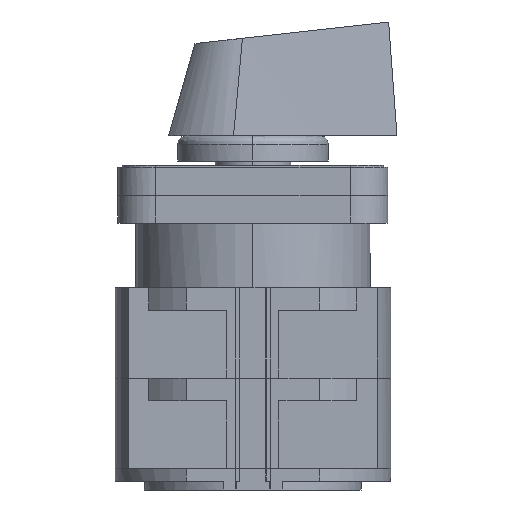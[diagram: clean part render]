
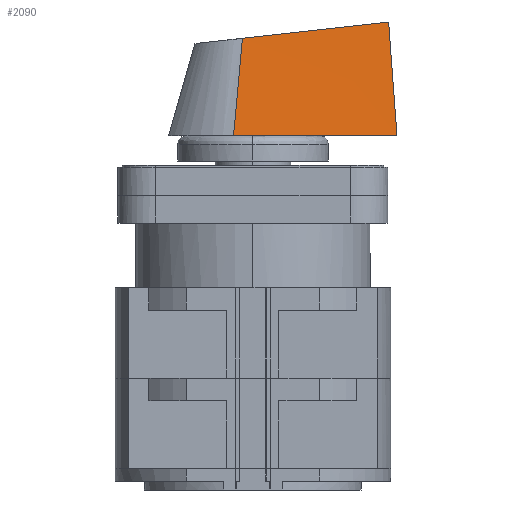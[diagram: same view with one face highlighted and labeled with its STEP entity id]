
A CAD part, left-side view. The second image highlights one B-rep face of the part: STEP entity #2090.
In plain terms, the highlighted free-form (B-spline) face has degree [3, 1] with [6, 2] control points.
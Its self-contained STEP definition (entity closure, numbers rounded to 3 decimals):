
#219 = B_SPLINE_CURVE_WITH_KNOTS ( 'NONE', 1,
 ( #10504, #439 ),
 .UNSPECIFIED., .F., .F.,
 ( 2, 2 ),
 ( 0., 1. ),
 .UNSPECIFIED. ) ;
#439 = CARTESIAN_POINT ( 'NONE',  ( -4.62, 10.7, 8.25 ) ) ;
#502 = CARTESIAN_POINT ( 'NONE',  ( 1.82, 10.7, 7.606 ) ) ;
#717 = CARTESIAN_POINT ( 'NONE',  ( -2.491, 33.986, 6.1 ) ) ;
#1260 = B_SPLINE_CURVE_WITH_KNOTS ( 'NONE', 3,
 ( #6691, #8394, #10296, #5616, #9106, #9225 ),
 .UNSPECIFIED., .F., .F.,
 ( 4, 2, 4 ),
 ( 0., 0.5, 1. ),
 .UNSPECIFIED. ) ;
#1427 = CARTESIAN_POINT ( 'NONE',  ( 14.7, 10.7, 6.318 ) ) ;
#2090 = ADVANCED_FACE ( 'NONE', ( #6395 ), #9785, .T. ) ;
#2433 = VERTEX_POINT ( 'NONE', #7797 ) ;
#2599 = CARTESIAN_POINT ( 'NONE',  ( 32.392, 37.878, 2.6 ) ) ;
#2820 = EDGE_CURVE ( 'NONE', #5164, #2433, #4473, .T. ) ;
#3321 = EDGE_CURVE ( 'NONE', #2433, #5096, #8205, .T. ) ;
#3398 = ORIENTED_EDGE ( 'NONE', *, *, #3321, .T. ) ;
#3597 = CARTESIAN_POINT ( 'NONE',  ( 3.323, 34.635, 5.517 ) ) ;
#3656 = CARTESIAN_POINT ( 'NONE',  ( -4.62, 10.7, 8.25 ) ) ;
#3830 = CARTESIAN_POINT ( 'NONE',  ( 21.38, 10.7, 5.65 ) ) ;
#3858 = CARTESIAN_POINT ( 'NONE',  ( -4.62, 10.7, 8.25 ) ) ;
#4118 = CARTESIAN_POINT ( 'NONE',  ( 8.26, 10.7, 6.962 ) ) ;
#4258 = ORIENTED_EDGE ( 'NONE', *, *, #2820, .T. ) ;
#4473 = B_SPLINE_CURVE_WITH_KNOTS ( 'NONE', 3,
 ( #6186, #11572, #5290, #9567, #11630, #9798 ),
 .UNSPECIFIED., .F., .F.,
 ( 4, 2, 4 ),
 ( 0., 0.009, 1. ),
 .UNSPECIFIED. ) ;
#5020 = CARTESIAN_POINT ( 'NONE',  ( -4.62, 10.7, 8.25 ) ) ;
#5096 = VERTEX_POINT ( 'NONE', #11099 ) ;
#5164 = VERTEX_POINT ( 'NONE', #1427 ) ;
#5169 = ORIENTED_EDGE ( 'NONE', *, *, #8756, .T. ) ;
#5290 = CARTESIAN_POINT ( 'NONE',  ( 14.82, 10.7, 6.306 ) ) ;
#5616 = CARTESIAN_POINT ( 'NONE',  ( 9.137, 35.284, 4.933 ) ) ;
#5677 = CARTESIAN_POINT ( 'NONE',  ( 9.137, 35.284, 4.933 ) ) ;
#5879 = VERTEX_POINT ( 'NONE', #717 ) ;
#6186 = CARTESIAN_POINT ( 'NONE',  ( 14.7, 10.7, 6.318 ) ) ;
#6395 = FACE_OUTER_BOUND ( 'NONE', #10905, .T. ) ;
#6451 = CARTESIAN_POINT ( 'NONE',  ( 8.38, 10.7, 6.95 ) ) ;
#6576 = CARTESIAN_POINT ( 'NONE',  ( 20.764, 36.581, 3.767 ) ) ;
#6691 = CARTESIAN_POINT ( 'NONE',  ( 32.392, 37.878, 2.6 ) ) ;
#7166 = CARTESIAN_POINT ( 'NONE',  ( 34.38, 10.7, 4.35 ) ) ;
#7338 = CARTESIAN_POINT ( 'NONE',  ( 32.392, 37.878, 2.6 ) ) ;
#7732 = CARTESIAN_POINT ( 'NONE',  ( 14.7, 10.7, 6.318 ) ) ;
#7797 = CARTESIAN_POINT ( 'NONE',  ( 34.38, 10.7, 4.35 ) ) ;
#8205 = B_SPLINE_CURVE_WITH_KNOTS ( 'NONE', 1,
 ( #7166, #2599 ),
 .UNSPECIFIED., .F., .F.,
 ( 2, 2 ),
 ( 0., 1. ),
 .UNSPECIFIED. ) ;
#8224 = CARTESIAN_POINT ( 'NONE',  ( 1.88, 10.7, 7.6 ) ) ;
#8287 = CARTESIAN_POINT ( 'NONE',  ( 26.578, 37.23, 3.183 ) ) ;
#8297 = B_SPLINE_CURVE_WITH_KNOTS ( 'NONE', 3,
 ( #5020, #502, #4118, #7732 ),
 .UNSPECIFIED., .F., .F.,
 ( 4, 4 ),
 ( 0., 1. ),
 .UNSPECIFIED. ) ;
#8394 = CARTESIAN_POINT ( 'NONE',  ( 26.578, 37.23, 3.183 ) ) ;
#8756 = EDGE_CURVE ( 'NONE', #5096, #5879, #1260, .T. ) ;
#9052 = ORIENTED_EDGE ( 'NONE', *, *, #10822, .T. ) ;
#9106 = CARTESIAN_POINT ( 'NONE',  ( 3.323, 34.635, 5.517 ) ) ;
#9172 = CARTESIAN_POINT ( 'NONE',  ( 34.38, 10.7, 4.35 ) ) ;
#9225 = CARTESIAN_POINT ( 'NONE',  ( -2.491, 33.986, 6.1 ) ) ;
#9567 = CARTESIAN_POINT ( 'NONE',  ( 21.38, 10.7, 5.65 ) ) ;
#9785 = B_SPLINE_SURFACE_WITH_KNOTS ( 'NONE', 3, 1, ( 
 ( #3656, #10003 ),
 ( #8224, #3597 ),
 ( #6451, #5677 ),
 ( #3830, #6576 ),
 ( #11062, #8287 ),
 ( #9172, #7338 ) ),
 .UNSPECIFIED., .F., .F., .F.,
 ( 4, 2, 4 ),
 ( 2, 2 ),
 ( 0., 0.5, 1. ),
 ( 0., 1. ),
 .UNSPECIFIED. ) ;
#9798 = CARTESIAN_POINT ( 'NONE',  ( 34.38, 10.7, 4.35 ) ) ;
#9809 = EDGE_CURVE ( 'NONE', #11024, #5164, #8297, .T. ) ;
#10003 = CARTESIAN_POINT ( 'NONE',  ( -2.491, 33.986, 6.1 ) ) ;
#10296 = CARTESIAN_POINT ( 'NONE',  ( 20.764, 36.581, 3.767 ) ) ;
#10504 = CARTESIAN_POINT ( 'NONE',  ( -2.491, 33.986, 6.1 ) ) ;
#10822 = EDGE_CURVE ( 'NONE', #5879, #11024, #219, .T. ) ;
#10905 = EDGE_LOOP ( 'NONE', ( #5169, #9052, #11453, #4258, #3398 ) ) ;
#11024 = VERTEX_POINT ( 'NONE', #3858 ) ;
#11062 = CARTESIAN_POINT ( 'NONE',  ( 27.88, 10.7, 5. ) ) ;
#11099 = CARTESIAN_POINT ( 'NONE',  ( 32.392, 37.878, 2.6 ) ) ;
#11453 = ORIENTED_EDGE ( 'NONE', *, *, #9809, .T. ) ;
#11572 = CARTESIAN_POINT ( 'NONE',  ( 14.76, 10.7, 6.312 ) ) ;
#11630 = CARTESIAN_POINT ( 'NONE',  ( 27.88, 10.7, 5. ) ) ;
